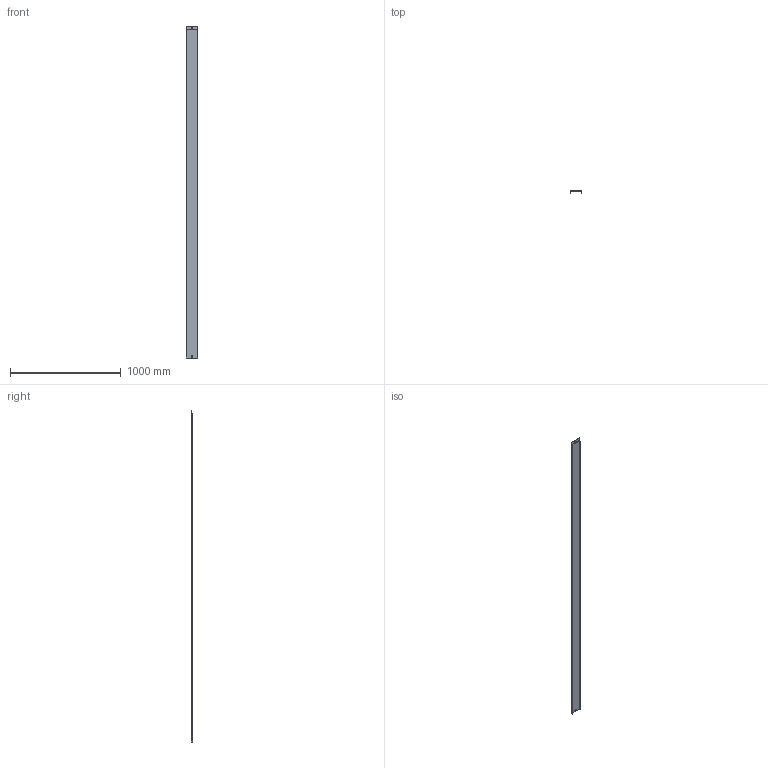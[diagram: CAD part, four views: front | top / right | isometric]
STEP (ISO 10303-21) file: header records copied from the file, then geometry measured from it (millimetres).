
FILE_DESCRIPTION (( 'STEP AP214' ), '1' );
FILE_NAME ('CLM50D-KL-100-045 Êðûøêà íà ëîòîê îñí. 100-0,45 IEK.STEP', '2023-07-25T07:12:33', ( '' ), ( '' ), 'SwSTEP 2.0', 'SolidWorks 2022', '' );
FILE_SCHEMA (( 'AUTOMOTIVE_DESIGN' ));
Length unit declared in the file: millimetre
Products named in the file (1): CLM50D-KL-100-045 Крышка на лоток осн. 100-0,45 IEK
Bounding box: 102.9 x 17.34 x 3000 mm (x, y, z)
Volume: 184145 mm3; surface area: 821336.8 mm2
Topology: 1 solids, 1 shells, 55 faces, 126 edges, 78 vertices
Faces by surface type: plane 41, cylinder 14
Entity records: 1566 total; most frequent: DIRECTION 266, CARTESIAN_POINT 260, ORIENTED_EDGE 252, EDGE_CURVE 126, LINE 98, VECTOR 98, AXIS2_PLACEMENT_3D 84, VERTEX_POINT 78
